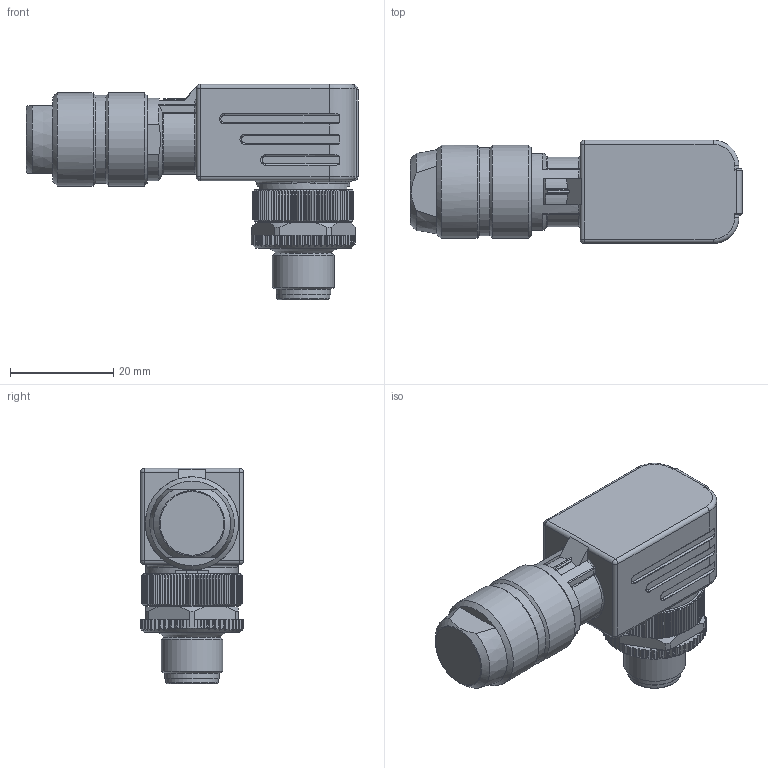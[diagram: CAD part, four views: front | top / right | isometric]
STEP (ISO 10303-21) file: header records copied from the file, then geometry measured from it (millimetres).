
FILE_DESCRIPTION(/* description */ (''),/* implementation_level */ '2;1');
FILE_NAME(/* name */ '99 3721 820 04 001_00.stp',/* time_stamp */ '2013-10-11T11:34:29+02:00',/* author */ (''),/* organization */ (''),/* preprocessor_version */ 'ST-DEVELOPER v14',/* originating_system */ 'SIEMENS PLM Software NX 8.0',/* authorisation */ '');
FILE_SCHEMA (('AUTOMOTIVE_DESIGN { 1 0 10303 214 3 1 1 1 }'));
Length unit declared in the file: millimetre
Products named in the file (1): cerl110C6366hwxi
Bounding box: 64.4 x 20.16 x 41.8 mm (x, y, z)
Volume: 22121.7 mm3; surface area: 7617.2 mm2
Topology: 1 solids, 6 shells, 1008 faces, 2475 edges, 1489 vertices
Faces by surface type: plane 453, cylinder 304, cone 219, torus 24, sphere 6, bspline 2
Full cylindrical faces by diameter (mm): 2.6 x4, 2.95 x4, 3.3 x4, 8.3 x1, 10.3 x1, 10.6 x1, 12 x1, 15 x1, 17.1 x1, 18 x1, 18.1 x2
Entity records: 31203 total; most frequent: CARTESIAN_POINT 8567, ORIENTED_EDGE 4832, DIRECTION 4551, EDGE_CURVE 2416, AXIS2_PLACEMENT_3D 1779, VERTEX_POINT 1471, EDGE_LOOP 1059, ADVANCED_FACE 1008
